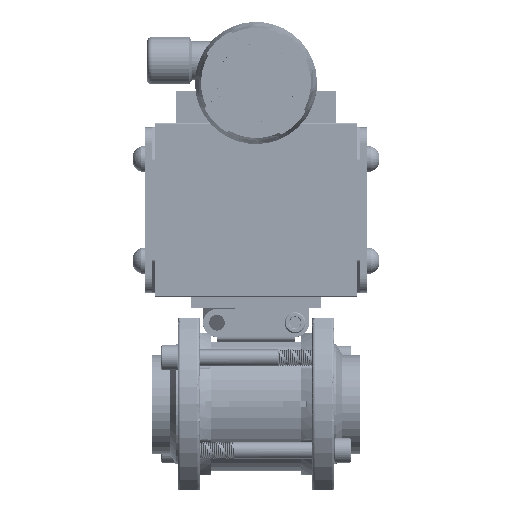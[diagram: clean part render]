
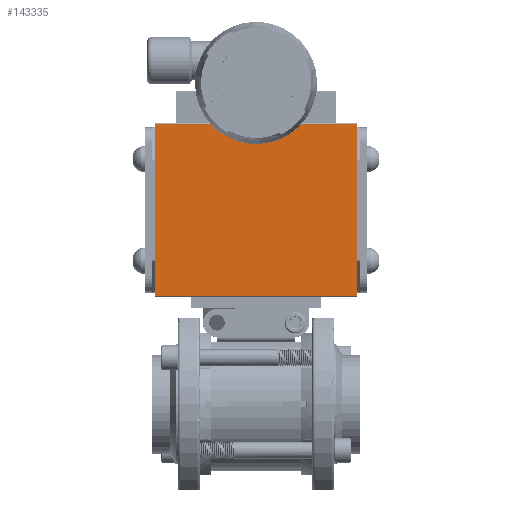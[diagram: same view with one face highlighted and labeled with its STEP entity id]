
A CAD part, top view. The second image highlights one B-rep face of the part: STEP entity #143335.
In plain terms, the highlighted planar face has unit normal (0, 0, 1).
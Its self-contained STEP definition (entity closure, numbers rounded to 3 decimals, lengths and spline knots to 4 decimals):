
#95 = DIRECTION ( 'NONE',  ( 0., 0., -1. ) ) ;
#6860 = CARTESIAN_POINT ( 'NONE',  ( -2.253, 2.403, 1.55 ) ) ;
#10226 = EDGE_CURVE ( 'NONE', #116094, #43637, #23206, .T. ) ;
#18565 = VECTOR ( 'NONE', #95462, 39.3701 ) ;
#19953 = DIRECTION ( 'NONE',  ( 0., 1., 0. ) ) ;
#20308 = LINE ( 'NONE', #108549, #133752 ) ;
#23206 = LINE ( 'NONE', #6860, #18565 ) ;
#24203 = ORIENTED_EDGE ( 'NONE', *, *, #129032, .T. ) ;
#25058 = ORIENTED_EDGE ( 'NONE', *, *, #185248, .T. ) ;
#35668 = LINE ( 'NONE', #71895, #188422 ) ;
#36842 = LINE ( 'NONE', #138034, #145628 ) ;
#42141 = DIRECTION ( 'NONE',  ( 1., 0., 0. ) ) ;
#43616 = FACE_OUTER_BOUND ( 'NONE', #144816, .T. ) ;
#43637 = VERTEX_POINT ( 'NONE', #61124 ) ;
#44104 = VERTEX_POINT ( 'NONE', #153382 ) ;
#45980 = VERTEX_POINT ( 'NONE', #172288 ) ;
#49362 = DIRECTION ( 'NONE',  ( -1., 0., 0. ) ) ;
#61124 = CARTESIAN_POINT ( 'NONE',  ( -2.253, 2.423, 1.55 ) ) ;
#65069 = CARTESIAN_POINT ( 'NONE',  ( -2.253, 6.283, 1.55 ) ) ;
#65231 = ORIENTED_EDGE ( 'NONE', *, *, #175602, .T. ) ;
#67368 = AXIS2_PLACEMENT_3D ( 'NONE', #73795, #95, #103530 ) ;
#71895 = CARTESIAN_POINT ( 'NONE',  ( -2.273, 2.423, 1.55 ) ) ;
#73795 = CARTESIAN_POINT ( 'NONE',  ( -2.273, 6.303, 1.55 ) ) ;
#88708 = PLANE ( 'NONE',  #67368 ) ;
#95462 = DIRECTION ( 'NONE',  ( 0., -1., 0. ) ) ;
#96403 = ORIENTED_EDGE ( 'NONE', *, *, #10226, .T. ) ;
#103530 = DIRECTION ( 'NONE',  ( 0., -1., 0. ) ) ;
#108549 = CARTESIAN_POINT ( 'NONE',  ( 2.253, 6.303, 1.55 ) ) ;
#116094 = VERTEX_POINT ( 'NONE', #65069 ) ;
#129032 = EDGE_CURVE ( 'NONE', #43637, #45980, #35668, .T. ) ;
#133752 = VECTOR ( 'NONE', #19953, 39.3701 ) ;
#138034 = CARTESIAN_POINT ( 'NONE',  ( -2.273, 6.283, 1.55 ) ) ;
#143335 = ADVANCED_FACE ( 'NONE', ( #43616 ), #88708, .F. ) ;
#144816 = EDGE_LOOP ( 'NONE', ( #65231, #25058, #96403, #24203 ) ) ;
#145628 = VECTOR ( 'NONE', #49362, 39.3701 ) ;
#153382 = CARTESIAN_POINT ( 'NONE',  ( 2.253, 6.283, 1.55 ) ) ;
#172288 = CARTESIAN_POINT ( 'NONE',  ( 2.253, 2.423, 1.55 ) ) ;
#175602 = EDGE_CURVE ( 'NONE', #45980, #44104, #20308, .T. ) ;
#185248 = EDGE_CURVE ( 'NONE', #44104, #116094, #36842, .T. ) ;
#188422 = VECTOR ( 'NONE', #42141, 39.3701 ) ;
